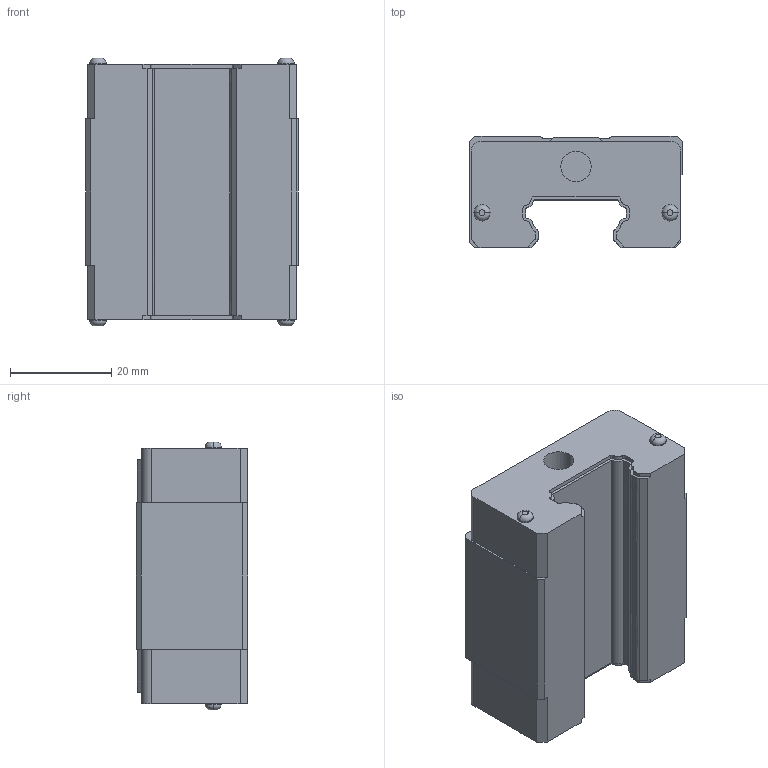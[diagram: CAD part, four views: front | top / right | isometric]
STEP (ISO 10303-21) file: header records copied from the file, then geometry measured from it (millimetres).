
FILE_DESCRIPTION (( 'STEP AP203' ), '1' );
FILE_NAME ('EGH20SA.STEP', '2007-01-12T08:57:09', ( 'HIWIN GmbH' ), ( '77654 Offenburg' ), 'SwSTEP 2.0', 'SolidWorks 2006104', '' );
FILE_SCHEMA (( 'CONFIG_CONTROL_DESIGN' ));
Length unit declared in the file: millimetre
Products named in the file (1): EGH20SA
Bounding box: 42 x 22 x 53 mm (x, y, z)
Volume: 36089.5 mm3; surface area: 9621.7 mm2
Topology: 1 solids, 1 shells, 172 faces, 470 edges, 310 vertices
Faces by surface type: plane 86, cylinder 66, bspline 8, torus 8, cone 4
Entity records: 5729 total; most frequent: CARTESIAN_POINT 1211, ORIENTED_EDGE 940, DIRECTION 928, EDGE_CURVE 470, AXIS2_PLACEMENT_3D 317, VERTEX_POINT 310, LINE 294, VECTOR 294
